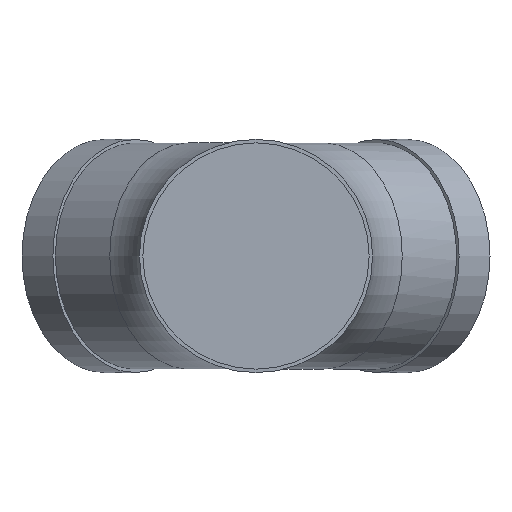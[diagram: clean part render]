
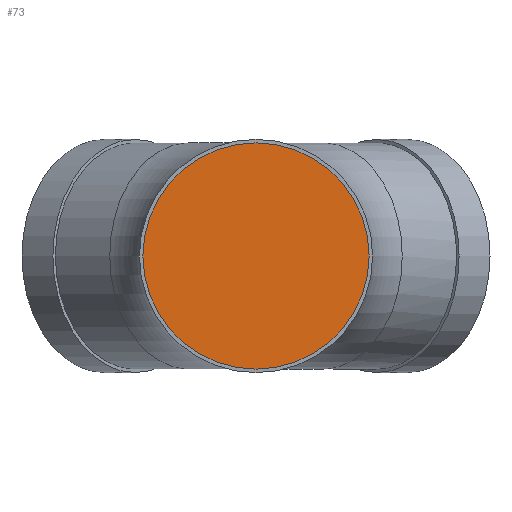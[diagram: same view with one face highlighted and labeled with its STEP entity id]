
A CAD part, front view. The second image highlights one B-rep face of the part: STEP entity #73.
In plain terms, the highlighted planar face has unit normal (0, -1, 0).
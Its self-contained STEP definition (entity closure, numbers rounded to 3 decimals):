
#73 = ADVANCED_FACE( '', ( #154 ), #155, .T. );
#154 = FACE_OUTER_BOUND( '', #258, .T. );
#155 = PLANE( '', #259 );
#258 = EDGE_LOOP( '', ( #353 ) );
#259 = AXIS2_PLACEMENT_3D( '', #354, #355, #356 );
#353 = ORIENTED_EDGE( '', *, *, #507, .T. );
#354 = CARTESIAN_POINT( '', ( 0., 40., 0. ) );
#355 = DIRECTION( '', ( 0., -1., 0. ) );
#356 = DIRECTION( '', ( 0., 0., -1. ) );
#507 = EDGE_CURVE( '', #564, #564, #565, .T. );
#564 = VERTEX_POINT( '', #642 );
#565 = CIRCLE( '', #643, 112.5 );
#642 = CARTESIAN_POINT( '', ( 0., 40., -112.5 ) );
#643 = AXIS2_PLACEMENT_3D( '', #863, #864, #865 );
#863 = CARTESIAN_POINT( '', ( 0., 40., 0. ) );
#864 = DIRECTION( '', ( 0., -1., 0. ) );
#865 = DIRECTION( '', ( 0., 0., -1. ) );
